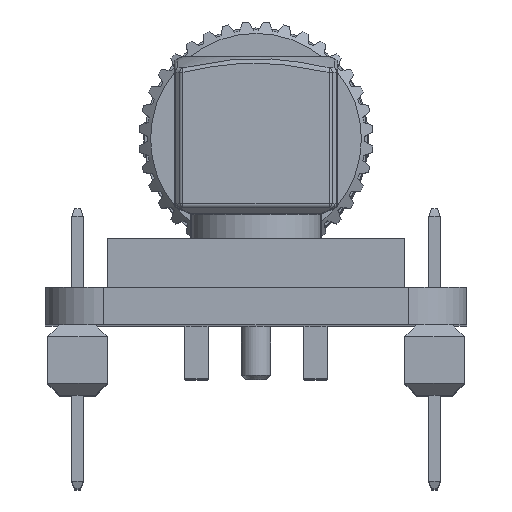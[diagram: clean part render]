
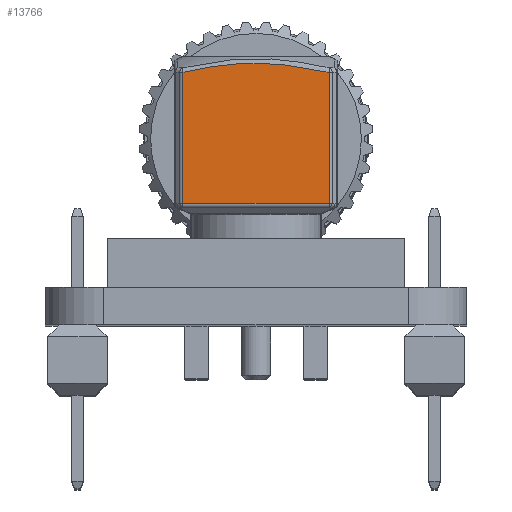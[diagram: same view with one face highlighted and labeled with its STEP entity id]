
A CAD part, top view. The second image highlights one B-rep face of the part: STEP entity #13766.
In plain terms, the highlighted face is planar.
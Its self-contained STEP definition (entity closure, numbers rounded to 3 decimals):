
#540=PLANE('',#14730);
#1228=FACE_OUTER_BOUND('',#2079,.T.);
#2079=EDGE_LOOP('',(#9738,#9739,#9740,#9741));
#3596=LINE('',#21348,#4898);
#3597=LINE('',#21350,#4899);
#3598=LINE('',#21352,#4900);
#4898=VECTOR('',#16298,1000.);
#4899=VECTOR('',#16299,1000.);
#4900=VECTOR('',#16300,1000.);
#6175=B_SPLINE_CURVE_WITH_KNOTS('',3,(#21353,#21354,#21355,#21356,#21357,
#21358,#21359,#21360,#21361,#21362,#21363,#21364,#21365,#21366,#21367,#21368,
#21369,#21370,#21371,#21372,#21373,#21374,#21375,#21376,#21377,#21378,#21379,
#21380),.UNSPECIFIED.,.F.,.F.,(4,3,3,3,3,3,3,3,3,4),(0.,0.001,
0.001,0.002,0.003,0.003,
0.003,0.004,0.005,0.006),
 .UNSPECIFIED.);
#6429=VERTEX_POINT('',#21346);
#6430=VERTEX_POINT('',#21347);
#6431=VERTEX_POINT('',#21349);
#6432=VERTEX_POINT('',#21351);
#7683=EDGE_CURVE('',#6429,#6430,#3596,.T.);
#7684=EDGE_CURVE('',#6430,#6431,#3597,.T.);
#7685=EDGE_CURVE('',#6431,#6432,#3598,.T.);
#7686=EDGE_CURVE('',#6432,#6429,#6175,.T.);
#9738=ORIENTED_EDGE('',*,*,#7683,.T.);
#9739=ORIENTED_EDGE('',*,*,#7684,.T.);
#9740=ORIENTED_EDGE('',*,*,#7685,.T.);
#9741=ORIENTED_EDGE('',*,*,#7686,.T.);
#13766=ADVANCED_FACE('',(#1228),#540,.F.);
#14730=AXIS2_PLACEMENT_3D('',#21345,#16296,#16297);
#16296=DIRECTION('center_axis',(0.,1.,0.));
#16297=DIRECTION('ref_axis',(0.,0.,1.));
#16298=DIRECTION('',(0.,0.,-1.));
#16299=DIRECTION('',(1.,0.,0.));
#16300=DIRECTION('',(0.,0.,1.));
#21345=CARTESIAN_POINT('Origin',(-3.5,-3.5,13.8));
#21346=CARTESIAN_POINT('',(-3.117,-3.5,13.122));
#21347=CARTESIAN_POINT('',(-3.117,-3.5,7.527));
#21348=CARTESIAN_POINT('',(-3.117,-3.5,7.4));
#21349=CARTESIAN_POINT('',(3.117,-3.5,7.527));
#21350=CARTESIAN_POINT('',(3.2,-3.5,7.527));
#21351=CARTESIAN_POINT('',(3.117,-3.5,13.122));
#21352=CARTESIAN_POINT('',(3.117,-3.5,13.266));
#21353=CARTESIAN_POINT('Ctrl Pts',(3.117,-3.5,13.122));
#21354=CARTESIAN_POINT('Ctrl Pts',(2.89,-3.5,13.173));
#21355=CARTESIAN_POINT('Ctrl Pts',(2.662,-3.5,13.221));
#21356=CARTESIAN_POINT('Ctrl Pts',(2.434,-3.5,13.265));
#21357=CARTESIAN_POINT('Ctrl Pts',(2.224,-3.5,13.306));
#21358=CARTESIAN_POINT('Ctrl Pts',(2.015,-3.5,13.343));
#21359=CARTESIAN_POINT('Ctrl Pts',(1.804,-3.5,13.375));
#21360=CARTESIAN_POINT('Ctrl Pts',(1.601,-3.5,13.407));
#21361=CARTESIAN_POINT('Ctrl Pts',(1.398,-3.5,13.434));
#21362=CARTESIAN_POINT('Ctrl Pts',(1.193,-3.5,13.457));
#21363=CARTESIAN_POINT('Ctrl Pts',(0.998,-3.5,
13.478));
#21364=CARTESIAN_POINT('Ctrl Pts',(0.801,-3.5,
13.495));
#21365=CARTESIAN_POINT('Ctrl Pts',(0.604,-3.5,
13.507));
#21366=CARTESIAN_POINT('Ctrl Pts',(0.412,-3.5,
13.518));
#21367=CARTESIAN_POINT('Ctrl Pts',(0.219,-3.5,
13.524));
#21368=CARTESIAN_POINT('Ctrl Pts',(0.026,-3.5,
13.525));
#21369=CARTESIAN_POINT('Ctrl Pts',(0.017,-3.5,
13.525));
#21370=CARTESIAN_POINT('Ctrl Pts',(0.009,-3.5,
13.525));
#21371=CARTESIAN_POINT('Ctrl Pts',(0.,-3.5,
13.525));
#21372=CARTESIAN_POINT('Ctrl Pts',(-0.386,-3.5,
13.525));
#21373=CARTESIAN_POINT('Ctrl Pts',(-0.77,-3.5,
13.502));
#21374=CARTESIAN_POINT('Ctrl Pts',(-1.152,-3.5,
13.461));
#21375=CARTESIAN_POINT('Ctrl Pts',(-1.287,-3.5,
13.447));
#21376=CARTESIAN_POINT('Ctrl Pts',(-1.423,-3.5,
13.43));
#21377=CARTESIAN_POINT('Ctrl Pts',(-1.558,-3.5,
13.411));
#21378=CARTESIAN_POINT('Ctrl Pts',(-2.081,-3.5,
13.339));
#21379=CARTESIAN_POINT('Ctrl Pts',(-2.6,-3.5,13.237));
#21380=CARTESIAN_POINT('Ctrl Pts',(-3.117,-3.5,13.122));
